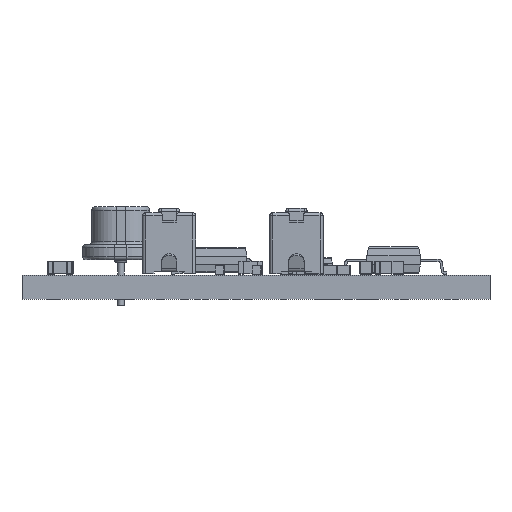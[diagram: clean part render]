
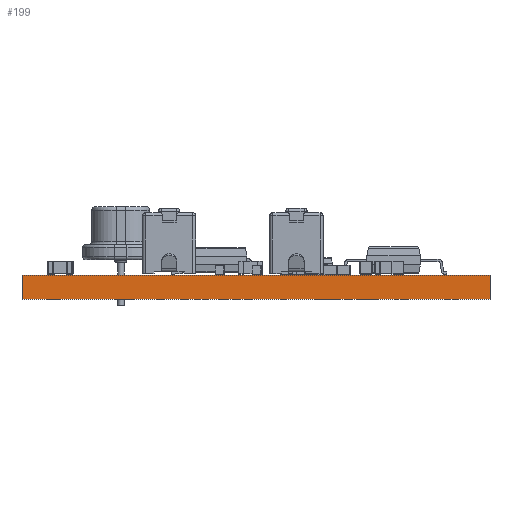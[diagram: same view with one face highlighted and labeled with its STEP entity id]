
A CAD part, front view. The second image highlights one B-rep face of the part: STEP entity #199.
In plain terms, the highlighted planar face has unit normal (0, -1, 0).
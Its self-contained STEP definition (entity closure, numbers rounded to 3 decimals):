
#174 = VERTEX_POINT('',#175);
#175 = CARTESIAN_POINT('',(35.56,0.533,-1.59));
#181 = EDGE_CURVE('',#182,#174,#184,.T.);
#182 = VERTEX_POINT('',#183);
#183 = CARTESIAN_POINT('',(35.56,0.533,0.));
#184 = LINE('',#185,#186);
#185 = CARTESIAN_POINT('',(35.56,0.533,0.));
#186 = VECTOR('',#187,1.);
#187 = DIRECTION('',(0.,0.,-1.));
#199 = ADVANCED_FACE('',(#200),#225,.F.);
#200 = FACE_BOUND('',#201,.F.);
#201 = EDGE_LOOP('',(#202,#203,#211,#219));
#202 = ORIENTED_EDGE('',*,*,#181,.T.);
#203 = ORIENTED_EDGE('',*,*,#204,.T.);
#204 = EDGE_CURVE('',#174,#205,#207,.T.);
#205 = VERTEX_POINT('',#206);
#206 = CARTESIAN_POINT('',(4.826,0.534,-1.59
    ));
#207 = LINE('',#208,#209);
#208 = CARTESIAN_POINT('',(35.56,0.533,-1.59));
#209 = VECTOR('',#210,1.);
#210 = DIRECTION('',(-1.,0.,0.));
#211 = ORIENTED_EDGE('',*,*,#212,.F.);
#212 = EDGE_CURVE('',#213,#205,#215,.T.);
#213 = VERTEX_POINT('',#214);
#214 = CARTESIAN_POINT('',(4.826,0.534,0.));
#215 = LINE('',#216,#217);
#216 = CARTESIAN_POINT('',(4.826,0.534,0.));
#217 = VECTOR('',#218,1.);
#218 = DIRECTION('',(0.,0.,-1.));
#219 = ORIENTED_EDGE('',*,*,#220,.F.);
#220 = EDGE_CURVE('',#182,#213,#221,.T.);
#221 = LINE('',#222,#223);
#222 = CARTESIAN_POINT('',(35.56,0.533,0.));
#223 = VECTOR('',#224,1.);
#224 = DIRECTION('',(-1.,0.,0.));
#225 = PLANE('',#226);
#226 = AXIS2_PLACEMENT_3D('',#227,#228,#229);
#227 = CARTESIAN_POINT('',(35.56,0.533,0.));
#228 = DIRECTION('',(0.,1.,0.));
#229 = DIRECTION('',(-1.,0.,0.));
